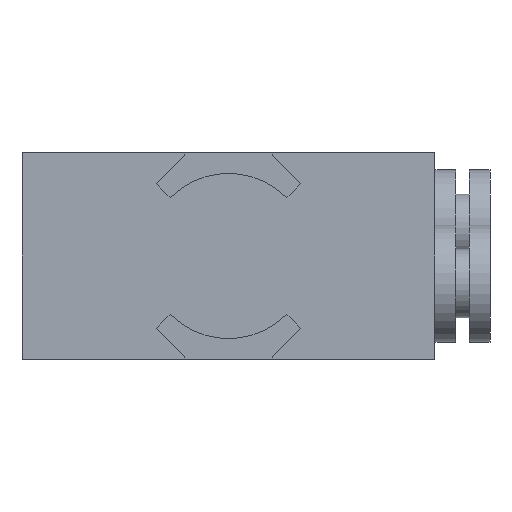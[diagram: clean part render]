
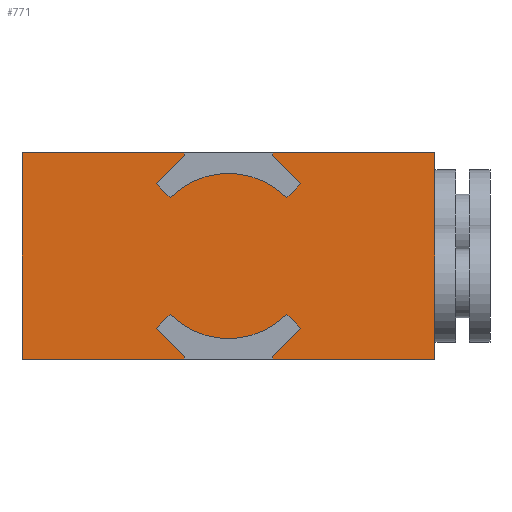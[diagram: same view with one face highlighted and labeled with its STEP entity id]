
A CAD part, front view. The second image highlights one B-rep face of the part: STEP entity #771.
In plain terms, the highlighted planar face has unit normal (0, -1, 0).
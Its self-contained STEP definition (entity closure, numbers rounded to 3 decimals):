
#771 = ADVANCED_FACE( '', ( #1581 ), #1582, .F. );
#1581 = FACE_OUTER_BOUND( '', #2390, .T. );
#1582 = PLANE( '', #2391 );
#2390 = EDGE_LOOP( '', ( #4522, #4523, #4524, #4525, #4526, #4527, #4528, #4529, #4530, #4531, #4532, #4533, #4534, #4535, #4536, #4537, #4538, #4539, #4540, #4541 ) );
#2391 = AXIS2_PLACEMENT_3D( '', #4542, #4543, #4544 );
#4522 = ORIENTED_EDGE( '', *, *, #5170, .T. );
#4523 = ORIENTED_EDGE( '', *, *, #5363, .T. );
#4524 = ORIENTED_EDGE( '', *, *, #4815, .F. );
#4525 = ORIENTED_EDGE( '', *, *, #4748, .T. );
#4526 = ORIENTED_EDGE( '', *, *, #5110, .T. );
#4527 = ORIENTED_EDGE( '', *, *, #5546, .T. );
#4528 = ORIENTED_EDGE( '', *, *, #5485, .T. );
#4529 = ORIENTED_EDGE( '', *, *, #4697, .T. );
#4530 = ORIENTED_EDGE( '', *, *, #5503, .F. );
#4531 = ORIENTED_EDGE( '', *, *, #5470, .T. );
#4532 = ORIENTED_EDGE( '', *, *, #5388, .T. );
#4533 = ORIENTED_EDGE( '', *, *, #5149, .T. );
#4534 = ORIENTED_EDGE( '', *, *, #5107, .T. );
#4535 = ORIENTED_EDGE( '', *, *, #4939, .F. );
#4536 = ORIENTED_EDGE( '', *, *, #4802, .F. );
#4537 = ORIENTED_EDGE( '', *, *, #5490, .T. );
#4538 = ORIENTED_EDGE( '', *, *, #5547, .T. );
#4539 = ORIENTED_EDGE( '', *, *, #5165, .T. );
#4540 = ORIENTED_EDGE( '', *, *, #5492, .F. );
#4541 = ORIENTED_EDGE( '', *, *, #5293, .T. );
#4542 = CARTESIAN_POINT( '', ( -15., -33., 7.5 ) );
#4543 = DIRECTION( '', ( 0., 1., 0. ) );
#4544 = DIRECTION( '', ( 0., 0., 1. ) );
#4697 = EDGE_CURVE( '', #5576, #5581, #5583, .T. );
#4748 = EDGE_CURVE( '', #5676, #5674, #5677, .T. );
#4802 = EDGE_CURVE( '', #5775, #5777, #5778, .T. );
#4815 = EDGE_CURVE( '', #5676, #5771, #5800, .T. );
#4939 = EDGE_CURVE( '', #5777, #6003, #6004, .T. );
#5107 = EDGE_CURVE( '', #6275, #6003, #6276, .T. );
#5110 = EDGE_CURVE( '', #5674, #6278, #6280, .T. );
#5149 = EDGE_CURVE( '', #6335, #6275, #6337, .T. );
#5165 = EDGE_CURVE( '', #6354, #6359, #6361, .T. );
#5170 = EDGE_CURVE( '', #6363, #6368, #6370, .T. );
#5293 = EDGE_CURVE( '', #6543, #6363, #6545, .T. );
#5363 = EDGE_CURVE( '', #6368, #5771, #6637, .T. );
#5388 = EDGE_CURVE( '', #6665, #6335, #6667, .T. );
#5470 = EDGE_CURVE( '', #6764, #6665, #6766, .T. );
#5485 = EDGE_CURVE( '', #6783, #5576, #6785, .T. );
#5490 = EDGE_CURVE( '', #5775, #6789, #6791, .T. );
#5492 = EDGE_CURVE( '', #6543, #6359, #6793, .T. );
#5503 = EDGE_CURVE( '', #6764, #5581, #6805, .T. );
#5546 = EDGE_CURVE( '', #6278, #6783, #6850, .T. );
#5547 = EDGE_CURVE( '', #6789, #6354, #6851, .T. );
#5576 = VERTEX_POINT( '', #6884 );
#5581 = VERTEX_POINT( '', #6891 );
#5583 = LINE( '', #6894, #6895 );
#5674 = VERTEX_POINT( '', #7014 );
#5676 = VERTEX_POINT( '', #7017 );
#5677 = LINE( '', #7018, #7019 );
#5771 = VERTEX_POINT( '', #7138 );
#5775 = VERTEX_POINT( '', #7144 );
#5777 = VERTEX_POINT( '', #7147 );
#5778 = LINE( '', #7148, #7149 );
#5800 = LINE( '', #7183, #7184 );
#6003 = VERTEX_POINT( '', #7520 );
#6004 = LINE( '', #7521, #7522 );
#6275 = VERTEX_POINT( '', #7931 );
#6276 = LINE( '', #7932, #7933 );
#6278 = VERTEX_POINT( '', #7936 );
#6280 = LINE( '', #7939, #7940 );
#6335 = VERTEX_POINT( '', #8021 );
#6337 = LINE( '', #8024, #8025 );
#6354 = VERTEX_POINT( '', #8049 );
#6359 = VERTEX_POINT( '', #8056 );
#6361 = LINE( '', #8059, #8060 );
#6363 = VERTEX_POINT( '', #8062 );
#6368 = VERTEX_POINT( '', #8069 );
#6370 = LINE( '', #8072, #8073 );
#6543 = VERTEX_POINT( '', #8297 );
#6545 = LINE( '', #8300, #8301 );
#6637 = LINE( '', #8427, #8428 );
#6665 = VERTEX_POINT( '', #8467 );
#6667 = LINE( '', #8470, #8471 );
#6764 = VERTEX_POINT( '', #8601 );
#6766 = LINE( '', #8604, #8605 );
#6783 = VERTEX_POINT( '', #8624 );
#6785 = LINE( '', #8627, #8628 );
#6789 = VERTEX_POINT( '', #8632 );
#6791 = LINE( '', #8635, #8636 );
#6793 = CIRCLE( '', #8638, 6. );
#6805 = CIRCLE( '', #8653, 6. );
#6850 = LINE( '', #8749, #8750 );
#6851 = LINE( '', #8751, #8752 );
#6884 = CARTESIAN_POINT( '', ( -5.25, -33., -5.25 ) );
#6891 = CARTESIAN_POINT( '', ( -4.243, -33., -4.243 ) );
#6894 = CARTESIAN_POINT( '', ( -3.75, -33., -3.75 ) );
#6895 = VECTOR( '', #8785, 1000. );
#7014 = CARTESIAN_POINT( '', ( -15., -33., -7.5 ) );
#7017 = CARTESIAN_POINT( '', ( -15., -33., 7.5 ) );
#7018 = CARTESIAN_POINT( '', ( -15., -33., 7.5 ) );
#7019 = VECTOR( '', #8860, 1000. );
#7138 = CARTESIAN_POINT( '', ( -3.2, -33., 7.5 ) );
#7144 = CARTESIAN_POINT( '', ( 3.2, -33., 7.5 ) );
#7147 = CARTESIAN_POINT( '', ( 15., -33., 7.5 ) );
#7148 = CARTESIAN_POINT( '', ( -15., -33., 7.5 ) );
#7149 = VECTOR( '', #8949, 1000. );
#7183 = CARTESIAN_POINT( '', ( -15., -33., 7.5 ) );
#7184 = VECTOR( '', #8962, 1000. );
#7520 = CARTESIAN_POINT( '', ( 15., -33., -7.5 ) );
#7521 = CARTESIAN_POINT( '', ( 15., -33., 7.5 ) );
#7522 = VECTOR( '', #9135, 1000. );
#7931 = CARTESIAN_POINT( '', ( 3.2, -33., -7.5 ) );
#7932 = CARTESIAN_POINT( '', ( -15., -33., -7.5 ) );
#7933 = VECTOR( '', #9325, 1000. );
#7936 = CARTESIAN_POINT( '', ( -3.2, -33., -7.5 ) );
#7939 = CARTESIAN_POINT( '', ( -15., -33., -7.5 ) );
#7940 = VECTOR( '', #9328, 1000. );
#8021 = CARTESIAN_POINT( '', ( 3.2, -33., -7.3 ) );
#8024 = CARTESIAN_POINT( '', ( 3.2, -33., 7.5 ) );
#8025 = VECTOR( '', #9365, 1000. );
#8049 = CARTESIAN_POINT( '', ( 5.25, -33., 5.25 ) );
#8056 = CARTESIAN_POINT( '', ( 4.243, -33., 4.243 ) );
#8059 = CARTESIAN_POINT( '', ( -3.75, -33., -3.75 ) );
#8060 = VECTOR( '', #9379, 1000. );
#8062 = CARTESIAN_POINT( '', ( -5.25, -33., 5.25 ) );
#8069 = CARTESIAN_POINT( '', ( -3.2, -33., 7.3 ) );
#8072 = CARTESIAN_POINT( '', ( -9., -33., 1.5 ) );
#8073 = VECTOR( '', #9383, 1000. );
#8297 = CARTESIAN_POINT( '', ( -4.243, -33., 4.243 ) );
#8300 = CARTESIAN_POINT( '', ( -11.25, -33., 11.25 ) );
#8301 = VECTOR( '', #9547, 1000. );
#8427 = CARTESIAN_POINT( '', ( -3.2, -33., 7.5 ) );
#8428 = VECTOR( '', #9621, 1000. );
#8467 = CARTESIAN_POINT( '', ( 5.25, -33., -5.25 ) );
#8470 = CARTESIAN_POINT( '', ( 1.5, -33., -9. ) );
#8471 = VECTOR( '', #9643, 1000. );
#8601 = CARTESIAN_POINT( '', ( 4.243, -33., -4.243 ) );
#8604 = CARTESIAN_POINT( '', ( -11.25, -33., 11.25 ) );
#8605 = VECTOR( '', #9714, 1000. );
#8624 = CARTESIAN_POINT( '', ( -3.2, -33., -7.3 ) );
#8627 = CARTESIAN_POINT( '', ( -16.5, -33., 6. ) );
#8628 = VECTOR( '', #9727, 1000. );
#8632 = CARTESIAN_POINT( '', ( 3.2, -33., 7.3 ) );
#8635 = CARTESIAN_POINT( '', ( 3.2, -33., 7.5 ) );
#8636 = VECTOR( '', #9729, 1000. );
#8638 = AXIS2_PLACEMENT_3D( '', #9730, #9731, #9732 );
#8653 = AXIS2_PLACEMENT_3D( '', #9739, #9740, #9741 );
#8749 = CARTESIAN_POINT( '', ( -3.2, -33., 7.5 ) );
#8750 = VECTOR( '', #9766, 1000. );
#8751 = CARTESIAN_POINT( '', ( -6., -33., 16.5 ) );
#8752 = VECTOR( '', #9767, 1000. );
#8785 = DIRECTION( '', ( 0.707, 0., 0.707 ) );
#8860 = DIRECTION( '', ( 0., 0., -1. ) );
#8949 = DIRECTION( '', ( 1., 0., 0. ) );
#8962 = DIRECTION( '', ( 1., 0., 0. ) );
#9135 = DIRECTION( '', ( 0., 0., -1. ) );
#9325 = DIRECTION( '', ( 1., 0., 0. ) );
#9328 = DIRECTION( '', ( 1., 0., 0. ) );
#9365 = DIRECTION( '', ( 0., 0., -1. ) );
#9379 = DIRECTION( '', ( -0.707, 0., -0.707 ) );
#9383 = DIRECTION( '', ( 0.707, 0., 0.707 ) );
#9547 = DIRECTION( '', ( -0.707, 0., 0.707 ) );
#9621 = DIRECTION( '', ( 0., 0., 1. ) );
#9643 = DIRECTION( '', ( -0.707, 0., -0.707 ) );
#9714 = DIRECTION( '', ( 0.707, 0., -0.707 ) );
#9727 = DIRECTION( '', ( -0.707, 0., 0.707 ) );
#9729 = DIRECTION( '', ( 0., 0., -1. ) );
#9730 = CARTESIAN_POINT( '', ( 0., -33., 0. ) );
#9731 = DIRECTION( '', ( 0., 1., 0. ) );
#9732 = DIRECTION( '', ( 0., 0., 1. ) );
#9739 = CARTESIAN_POINT( '', ( 0., -33., 0. ) );
#9740 = DIRECTION( '', ( 0., 1., 0. ) );
#9741 = DIRECTION( '', ( 0., 0., 1. ) );
#9766 = DIRECTION( '', ( 0., 0., 1. ) );
#9767 = DIRECTION( '', ( 0.707, 0., -0.707 ) );
